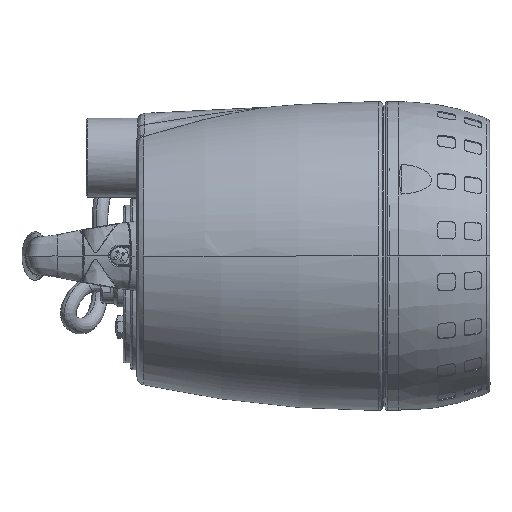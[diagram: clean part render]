
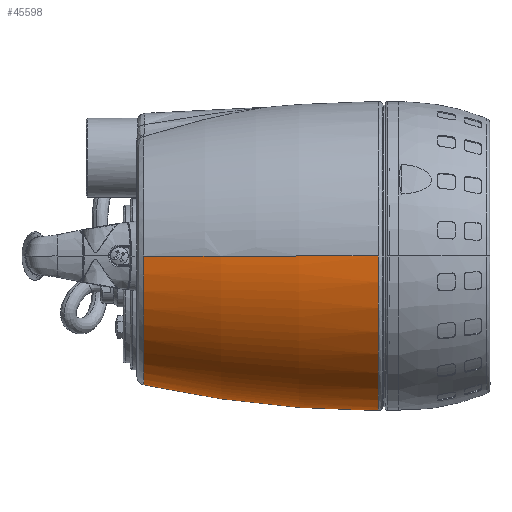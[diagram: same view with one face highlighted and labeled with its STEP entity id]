
A CAD part, left-side view. The second image highlights one B-rep face of the part: STEP entity #45598.
In plain terms, the highlighted toroidal (fillet/blend) face has major radius 543.008 mm and minor radius 631.008 mm.
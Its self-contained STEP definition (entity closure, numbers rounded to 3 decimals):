
#298 = CARTESIAN_POINT ( 'NONE',  ( 543.008, 0., -139. ) ) ;
#3541 = FACE_OUTER_BOUND ( 'NONE', #139427, .T. ) ;
#5386 = CARTESIAN_POINT ( 'NONE',  ( 55.915, -68.132, -137.377 ) ) ;
#6040 = CARTESIAN_POINT ( 'NONE',  ( 87.998, 0., -137.377 ) ) ;
#9638 = CARTESIAN_POINT ( 'NONE',  ( -64.454, -60.395, -137.377 ) ) ;
#10133 = EDGE_CURVE ( 'NONE', #102857, #107503, #81734, .T. ) ;
#11329 = CARTESIAN_POINT ( 'NONE',  ( -41.548, -77.732, -137.377 ) ) ;
#12993 = CARTESIAN_POINT ( 'NONE',  ( 10.538, -72.793, -3.771 ) ) ;
#13231 = CARTESIAN_POINT ( 'NONE',  ( -72.346, -14.079, -3.771 ) ) ;
#14117 = CIRCLE ( 'NONE', #68681, 631.008 ) ;
#15523 = CARTESIAN_POINT ( 'NONE',  ( -87.998, 0., -137.377 ) ) ;
#21538 = CARTESIAN_POINT ( 'NONE',  ( 87.998, -5.759, -137.377 ) ) ;
#22433 = CARTESIAN_POINT ( 'NONE',  ( 0., -87.998, -137.377 ) ) ;
#26647 = CARTESIAN_POINT ( 'NONE',  ( 46.875, -56.877, -3.771 ) ) ;
#28784 = B_SPLINE_CURVE_WITH_KNOTS ( 'NONE', 3,
 ( #103719, #66151, #118194, #13231, #78126, #129334, #115670, #142959, #38857, #52508, #50839, #157443, #92584, #104557 ),
 .UNSPECIFIED., .F., .F.,
 ( 4, 1, 1, 1, 1, 1, 1, 1, 1, 1, 1, 4 ),
 ( 0.43, 0.438, 0.5, 0.562, 0.625, 0.687, 0.75, 0.812, 0.875, 0.906, 0.938, 1. ),
 .UNSPECIFIED. ) ;
#34195 = EDGE_CURVE ( 'NONE', #63683, #93832, #14117, .T. ) ;
#38857 = CARTESIAN_POINT ( 'NONE',  ( -36.429, -64.072, -3.771 ) ) ;
#39081 = ORIENTED_EDGE ( 'NONE', *, *, #10133, .F. ) ;
#39455 = CARTESIAN_POINT ( 'NONE',  ( 55.933, -47.996, -3.771 ) ) ;
#44207 = EDGE_CURVE ( 'NONE', #107503, #110568, #160363, .T. ) ;
#44581 = AXIS2_PLACEMENT_3D ( 'NONE', #121306, #81219, #146896 ) ;
#44657 = CARTESIAN_POINT ( 'NONE',  ( 17.281, -86.865, -137.377 ) ) ;
#45598 = ADVANCED_FACE ( 'NONE', ( #3541 ), #120852, .T. ) ;
#46190 = ORIENTED_EDGE ( 'NONE', *, *, #34195, .T. ) ;
#48020 = CARTESIAN_POINT ( 'NONE',  ( 87.998, 0., -137.377 ) ) ;
#50626 = CARTESIAN_POINT ( 'NONE',  ( -86.864, -17.278, -137.377 ) ) ;
#50839 = CARTESIAN_POINT ( 'NONE',  ( -18.77, -70.991, -3.771 ) ) ;
#52269 = CARTESIAN_POINT ( 'NONE',  ( 36.429, -64.072, -3.771 ) ) ;
#52383 = DIRECTION ( 'NONE',  ( 0., -1., 0. ) ) ;
#52508 = CARTESIAN_POINT ( 'NONE',  ( -26.818, -68.488, -3.771 ) ) ;
#55182 = CARTESIAN_POINT ( 'NONE',  ( -73.34, 0., -3.771 ) ) ;
#57457 = CARTESIAN_POINT ( 'NONE',  ( 48.968, -73.285, -137.377 ) ) ;
#63411 = CARTESIAN_POINT ( 'NONE',  ( -73.641, -49.203, -137.377 ) ) ;
#63683 = VERTEX_POINT ( 'NONE', #55182 ) ;
#65017 = ORIENTED_EDGE ( 'NONE', *, *, #44207, .F. ) ;
#65571 = ORIENTED_EDGE ( 'NONE', *, *, #93734, .F. ) ;
#66151 = CARTESIAN_POINT ( 'NONE',  ( -73.34, -0.486, -3.771 ) ) ;
#68604 = ORIENTED_EDGE ( 'NONE', *, *, #81260, .F. ) ;
#68681 = AXIS2_PLACEMENT_3D ( 'NONE', #298, #52383, #158144 ) ;
#72792 = CARTESIAN_POINT ( 'NONE',  ( 0., -73.34, -3.771 ) ) ;
#73620 = CARTESIAN_POINT ( 'NONE',  ( 81.823, -33.893, -137.377 ) ) ;
#73714 = EDGE_CURVE ( 'NONE', #120265, #102857, #155610, .T. ) ;
#74515 = CARTESIAN_POINT ( 'NONE',  ( -48.968, -73.285, -137.377 ) ) ;
#75368 = CARTESIAN_POINT ( 'NONE',  ( -17.281, -86.865, -137.377 ) ) ;
#75502 = CARTESIAN_POINT ( 'NONE',  ( 0., -87.998, -137.377 ) ) ;
#78126 = CARTESIAN_POINT ( 'NONE',  ( -68.86, -26.276, -3.771 ) ) ;
#78718 = CARTESIAN_POINT ( 'NONE',  ( 68.86, -26.276, -3.771 ) ) ;
#80468 = CARTESIAN_POINT ( 'NONE',  ( 73.34, 0., -3.771 ) ) ;
#81219 = DIRECTION ( 'NONE',  ( 0., 0., -1. ) ) ;
#81260 = EDGE_CURVE ( 'NONE', #63683, #120265, #28784, .T. ) ;
#81734 = CIRCLE ( 'NONE', #98053, 631.008 ) ;
#88320 = B_SPLINE_CURVE_WITH_KNOTS ( 'NONE', 3,
 ( #22433, #153869, #75368, #127408, #11329, #74515, #126563, #9638, #63411, #167500, #50626, #102664, #129963 ),
 .UNSPECIFIED., .F., .F.,
 ( 4, 1, 1, 1, 1, 1, 1, 1, 1, 1, 4 ),
 ( 0., 0.062, 0.125, 0.156, 0.188, 0.219, 0.25, 0.313, 0.375, 0.438, 0.5 ),
 .UNSPECIFIED. ) ;
#91521 = CARTESIAN_POINT ( 'NONE',  ( 63.335, -37.695, -3.771 ) ) ;
#92584 = CARTESIAN_POINT ( 'NONE',  ( -4.208, -73.34, -3.771 ) ) ;
#93734 = EDGE_CURVE ( 'NONE', #110568, #93832, #88320, .T. ) ;
#93832 = VERTEX_POINT ( 'NONE', #15523 ) ;
#96696 = CARTESIAN_POINT ( 'NONE',  ( 5.75, -87.998, -137.377 ) ) ;
#98053 = AXIS2_PLACEMENT_3D ( 'NONE', #164371, #99543, #101233 ) ;
#99543 = DIRECTION ( 'NONE',  ( 0., 1., 0. ) ) ;
#100067 = CARTESIAN_POINT ( 'NONE',  ( 73.641, -49.203, -137.377 ) ) ;
#101233 = DIRECTION ( 'NONE',  ( 0., 0., 1. ) ) ;
#102664 = CARTESIAN_POINT ( 'NONE',  ( -87.998, -5.759, -137.377 ) ) ;
#102857 = VERTEX_POINT ( 'NONE', #80468 ) ;
#103719 = CARTESIAN_POINT ( 'NONE',  ( -73.34, 0., -3.771 ) ) ;
#104557 = CARTESIAN_POINT ( 'NONE',  ( 0., -73.34, -3.771 ) ) ;
#105158 = CARTESIAN_POINT ( 'NONE',  ( 73.34, -0.486, -3.771 ) ) ;
#105980 = CARTESIAN_POINT ( 'NONE',  ( 72.346, -14.079, -3.771 ) ) ;
#107503 = VERTEX_POINT ( 'NONE', #6040 ) ;
#109507 = CARTESIAN_POINT ( 'NONE',  ( 41.548, -77.732, -137.377 ) ) ;
#110568 = VERTEX_POINT ( 'NONE', #75502 ) ;
#115670 = CARTESIAN_POINT ( 'NONE',  ( -55.933, -47.996, -3.771 ) ) ;
#117111 = CARTESIAN_POINT ( 'NONE',  ( 26.818, -68.488, -3.771 ) ) ;
#118194 = CARTESIAN_POINT ( 'NONE',  ( -73.293, -5.185, -3.771 ) ) ;
#120265 = VERTEX_POINT ( 'NONE', #72792 ) ;
#120852 = TOROIDAL_SURFACE ( 'NONE', #44581, -543.008, 631.008 ) ;
#121306 = CARTESIAN_POINT ( 'NONE',  ( 0., 0., -139. ) ) ;
#126563 = CARTESIAN_POINT ( 'NONE',  ( -55.915, -68.132, -137.377 ) ) ;
#127408 = CARTESIAN_POINT ( 'NONE',  ( -31.132, -82.659, -137.377 ) ) ;
#129334 = CARTESIAN_POINT ( 'NONE',  ( -63.335, -37.695, -3.771 ) ) ;
#129932 = CARTESIAN_POINT ( 'NONE',  ( 0., -73.34, -3.771 ) ) ;
#129963 = CARTESIAN_POINT ( 'NONE',  ( -87.998, 0., -137.377 ) ) ;
#130769 = CARTESIAN_POINT ( 'NONE',  ( 73.293, -5.185, -3.771 ) ) ;
#135629 = ORIENTED_EDGE ( 'NONE', *, *, #73714, .F. ) ;
#139427 = EDGE_LOOP ( 'NONE', ( #39081, #135629, #68604, #46190, #65571, #65017 ) ) ;
#142959 = CARTESIAN_POINT ( 'NONE',  ( -46.875, -56.877, -3.771 ) ) ;
#143554 = CARTESIAN_POINT ( 'NONE',  ( 18.77, -70.991, -3.771 ) ) ;
#146896 = DIRECTION ( 'NONE',  ( -1., 0., 0. ) ) ;
#148756 = CARTESIAN_POINT ( 'NONE',  ( 0., -87.998, -137.377 ) ) ;
#151274 = CARTESIAN_POINT ( 'NONE',  ( 86.864, -17.278, -137.377 ) ) ;
#152113 = CARTESIAN_POINT ( 'NONE',  ( 64.454, -60.395, -137.377 ) ) ;
#153869 = CARTESIAN_POINT ( 'NONE',  ( -5.75, -87.998, -137.377 ) ) ;
#155528 = CARTESIAN_POINT ( 'NONE',  ( 4.208, -73.34, -3.771 ) ) ;
#155610 = B_SPLINE_CURVE_WITH_KNOTS ( 'NONE', 3,
 ( #129932, #155528, #12993, #143554, #117111, #52269, #26647, #39455, #91521, #78718, #105980, #130769, #105158, #157212 ),
 .UNSPECIFIED., .F., .F.,
 ( 4, 1, 1, 1, 1, 1, 1, 1, 1, 1, 1, 4 ),
 ( 0., 0.062, 0.094, 0.125, 0.188, 0.25, 0.313, 0.375, 0.438, 0.5, 0.562, 0.57 ),
 .UNSPECIFIED. ) ;
#157212 = CARTESIAN_POINT ( 'NONE',  ( 73.34, 0., -3.771 ) ) ;
#157443 = CARTESIAN_POINT ( 'NONE',  ( -10.538, -72.793, -3.771 ) ) ;
#158144 = DIRECTION ( 'NONE',  ( 0., 0., -1. ) ) ;
#160363 = B_SPLINE_CURVE_WITH_KNOTS ( 'NONE', 3,
 ( #48020, #21538, #151274, #73620, #100067, #152113, #5386, #57457, #109507, #161549, #44657, #96696, #148756 ),
 .UNSPECIFIED., .F., .F.,
 ( 4, 1, 1, 1, 1, 1, 1, 1, 1, 1, 4 ),
 ( 0.5, 0.562, 0.625, 0.687, 0.75, 0.781, 0.812, 0.844, 0.875, 0.938, 1. ),
 .UNSPECIFIED. ) ;
#161549 = CARTESIAN_POINT ( 'NONE',  ( 31.132, -82.659, -137.377 ) ) ;
#164371 = CARTESIAN_POINT ( 'NONE',  ( -543.008, 0., -139. ) ) ;
#167500 = CARTESIAN_POINT ( 'NONE',  ( -81.823, -33.893, -137.377 ) ) ;
